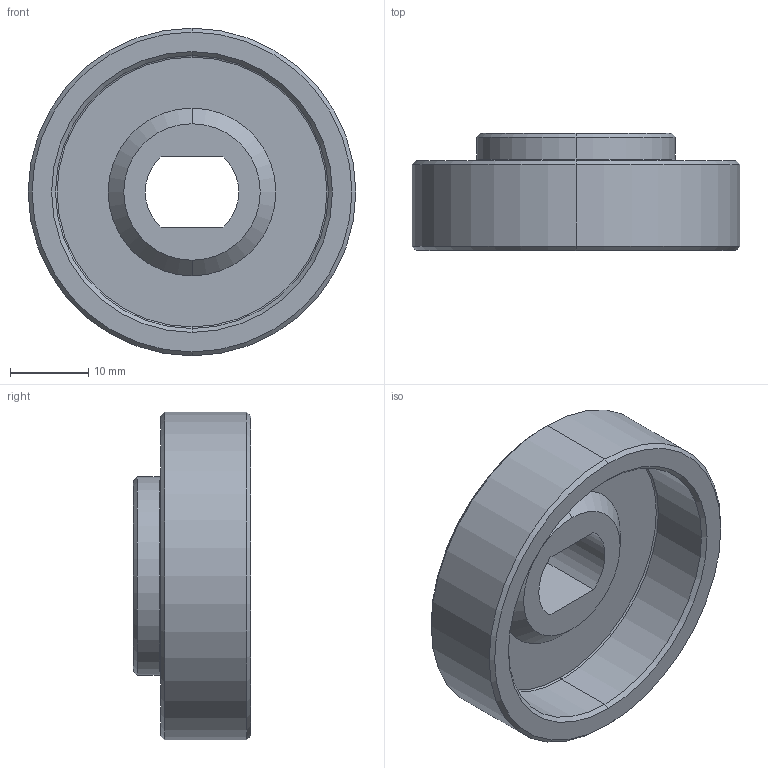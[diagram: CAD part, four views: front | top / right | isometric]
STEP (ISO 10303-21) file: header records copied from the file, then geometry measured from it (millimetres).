
FILE_DESCRIPTION (( 'STEP AP203' ), '1' );
FILE_NAME ('Bride débrousailleuse.STEP', '2021-09-26T21:11:59', ( '' ), ( '' ), 'SwSTEP 2.0', 'SolidWorks 2012', '' );
FILE_SCHEMA (( 'CONFIG_CONTROL_DESIGN' ));
Length unit declared in the file: millimetre
Products named in the file (1): Bride débrousailleuse
Bounding box: 42 x 15 x 42 mm (x, y, z)
Volume: 9264 mm3; surface area: 5518.5 mm2
Topology: 1 solids, 1 shells, 29 faces, 60 edges, 36 vertices
Faces by surface type: cone 10, cylinder 8, plane 7, torus 4
Entity records: 855 total; most frequent: DIRECTION 156, CARTESIAN_POINT 126, ORIENTED_EDGE 120, AXIS2_PLACEMENT_3D 66, EDGE_CURVE 60, CIRCLE 36, VERTEX_POINT 36, EDGE_LOOP 34
